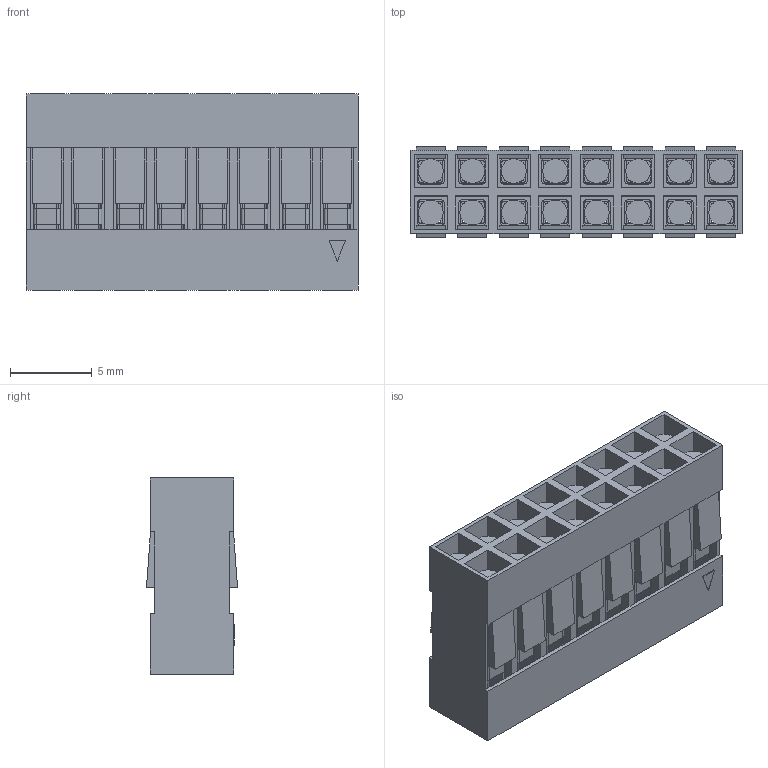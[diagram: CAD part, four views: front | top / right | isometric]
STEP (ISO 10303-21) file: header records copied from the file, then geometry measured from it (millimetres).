
FILE_DESCRIPTION (( 'STEP AP214' ), '1' );
FILE_NAME ('DS1071-2x8.STEP', '2019-05-31T22:54:26', ( 'VR' ), ( '' ), 'SwSTEP 2.0', 'SolidWorks 2016', '' );
FILE_SCHEMA (( 'AUTOMOTIVE_DESIGN' ));
Length unit declared in the file: millimetre
Products named in the file (1): DS1071-2x8
Bounding box: 20.32 x 5.57 x 12 mm (x, y, z)
Volume: 589.5 mm3; surface area: 3729.8 mm2
Topology: 17 solids, 17 shells, 1074 faces, 3277 edges, 2078 vertices
Faces by surface type: plane 786, cylinder 288
Entity records: 48681 total; most frequent: ORIENTED_EDGE 6554, CARTESIAN_POINT 6430, DIRECTION 6163, EDGE_CURVE 3277, VECTOR 2541, LINE 2541, VERTEX_POINT 2078, AXIS2_PLACEMENT_3D 1811
